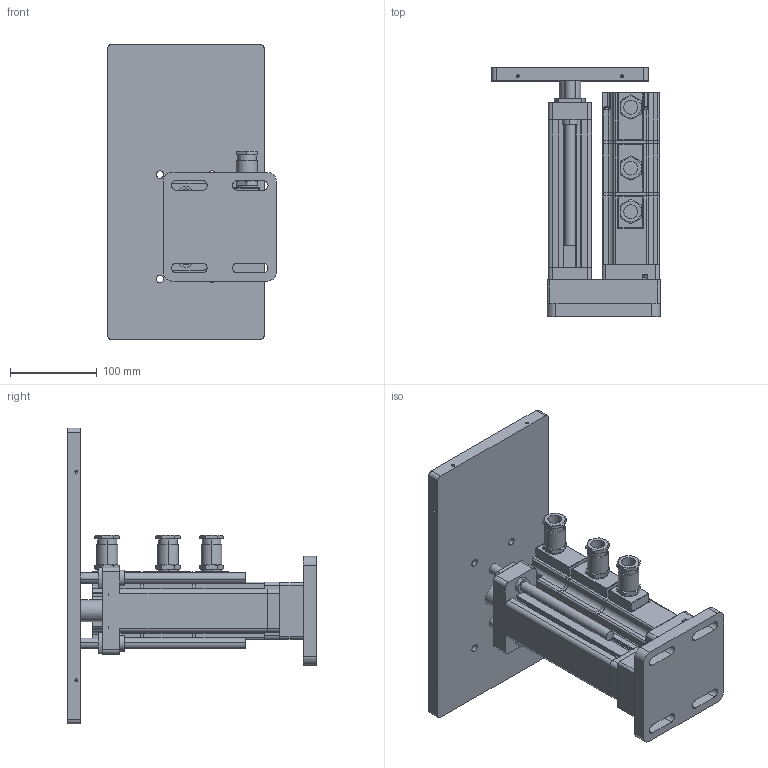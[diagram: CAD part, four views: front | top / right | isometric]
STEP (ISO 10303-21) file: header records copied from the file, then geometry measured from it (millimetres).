
FILE_DESCRIPTION (( 'STEP AP203' ), '1' );
FILE_NAME ('RLA50-5DZ-1KN-R100-166mm-s.STEP', '2025-01-03T02:15:30', ( '微软用户' ), ( '微软中国' ), 'SwSTEP 2.0', 'SolidWorks 2022', '' );
FILE_SCHEMA (( 'CONFIG_CONTROL_DESIGN' ));
Length unit declared in the file: millimetre
Products named in the file (5): RLA50-5DZ-1KN-R100-166mm-s; 50缸导向杆; 50缸铜套内孔D12-30; 50缸行程100带导柱安装折叠; 60YJ020C带抱闸 
Assembly tree (6 placements, depth 2):
  RLA50-5DZ-1KN-R100-166mm-s
    50缸行程100带导柱安装折叠
    50缸铜套内孔D12-30  x2
    50缸导向杆  x2
    60YJ020C带抱闸 
Bounding box: 194.01 x 286 x 340 mm (x, y, z)
Volume: 2616321 mm3; surface area: 434684.4 mm2
Topology: 11 solids, 16 shells, 818 faces, 2017 edges, 1284 vertices
Faces by surface type: plane 410, cylinder 319, cone 63, torus 24, sphere 2
Entity records: 24290 total; most frequent: CARTESIAN_POINT 4570, DIRECTION 4117, ORIENTED_EDGE 3882, EDGE_CURVE 1941, AXIS2_PLACEMENT_3D 1473, VERTEX_POINT 1246, VECTOR 1171, LINE 1171
